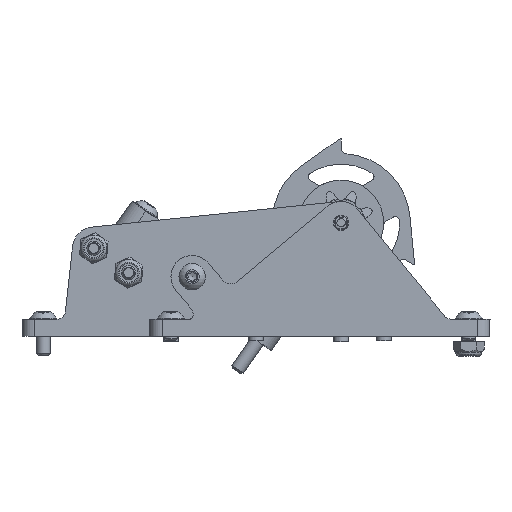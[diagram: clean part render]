
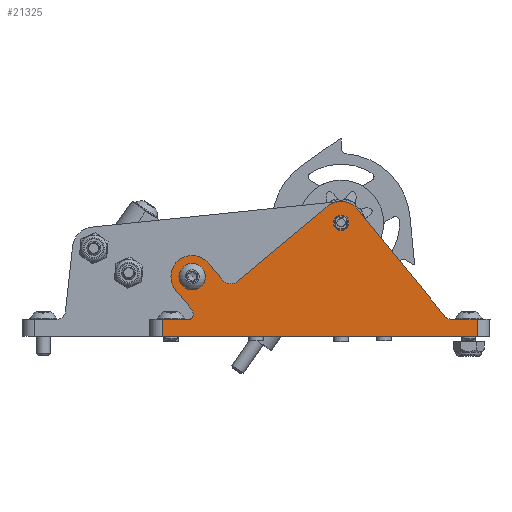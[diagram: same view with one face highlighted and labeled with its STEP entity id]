
A CAD part, front view. The second image highlights one B-rep face of the part: STEP entity #21325.
In plain terms, the highlighted planar face has unit normal (0, -1, 0).
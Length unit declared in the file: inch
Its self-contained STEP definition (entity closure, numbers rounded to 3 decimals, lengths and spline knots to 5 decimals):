
#1627=FACE_BOUND('',#4010,.T.);
#1628=FACE_BOUND('',#4011,.T.);
#1926=PLANE('',#23153);
#2667=FACE_OUTER_BOUND('',#4009,.T.);
#4009=EDGE_LOOP('',(#16681,#16682,#16683,#16684,#16685,#16686,#16687,#16688,
#16689,#16690,#16691,#16692,#16693,#16694,#16695,#16696));
#4010=EDGE_LOOP('',(#16697));
#4011=EDGE_LOOP('',(#16698));
#5513=LINE('',#35205,#6953);
#5514=LINE('',#35207,#6954);
#5515=LINE('',#35209,#6955);
#5516=LINE('',#35211,#6956);
#5517=LINE('',#35215,#6957);
#5518=LINE('',#35219,#6958);
#5519=LINE('',#35221,#6959);
#5520=LINE('',#35225,#6960);
#5521=LINE('',#35229,#6961);
#5522=LINE('',#35234,#6962);
#6953=VECTOR('',#27320,39.37008);
#6954=VECTOR('',#27321,39.37008);
#6955=VECTOR('',#27322,39.37008);
#6956=VECTOR('',#27323,39.37008);
#6957=VECTOR('',#27326,39.37008);
#6958=VECTOR('',#27329,39.37008);
#6959=VECTOR('',#27330,39.37008);
#6960=VECTOR('',#27333,39.37008);
#6961=VECTOR('',#27336,39.37008);
#6962=VECTOR('',#27341,39.37008);
#8220=CIRCLE('',#23154,0.1);
#8221=CIRCLE('',#23155,0.25);
#8222=CIRCLE('',#23156,0.125);
#8223=CIRCLE('',#23157,0.25);
#8224=CIRCLE('',#23158,0.125);
#8225=CIRCLE('',#23159,0.05);
#8226=CIRCLE('',#23160,0.091);
#8227=CIRCLE('',#23161,0.0915);
#9693=VERTEX_POINT('',#35203);
#9694=VERTEX_POINT('',#35204);
#9695=VERTEX_POINT('',#35206);
#9696=VERTEX_POINT('',#35208);
#9697=VERTEX_POINT('',#35210);
#9698=VERTEX_POINT('',#35212);
#9699=VERTEX_POINT('',#35214);
#9700=VERTEX_POINT('',#35216);
#9701=VERTEX_POINT('',#35218);
#9702=VERTEX_POINT('',#35220);
#9703=VERTEX_POINT('',#35222);
#9704=VERTEX_POINT('',#35224);
#9705=VERTEX_POINT('',#35226);
#9706=VERTEX_POINT('',#35228);
#9707=VERTEX_POINT('',#35230);
#9708=VERTEX_POINT('',#35232);
#9709=VERTEX_POINT('',#35235);
#9710=VERTEX_POINT('',#35237);
#12198=EDGE_CURVE('',#9693,#9694,#5513,.T.);
#12199=EDGE_CURVE('',#9695,#9694,#5514,.T.);
#12200=EDGE_CURVE('',#9695,#9696,#5515,.T.);
#12201=EDGE_CURVE('',#9697,#9696,#5516,.T.);
#12202=EDGE_CURVE('',#9697,#9698,#8220,.T.);
#12203=EDGE_CURVE('',#9699,#9698,#5517,.T.);
#12204=EDGE_CURVE('',#9700,#9699,#8221,.T.);
#12205=EDGE_CURVE('',#9701,#9700,#5518,.T.);
#12206=EDGE_CURVE('',#9702,#9701,#5519,.T.);
#12207=EDGE_CURVE('',#9703,#9702,#8222,.T.);
#12208=EDGE_CURVE('',#9704,#9703,#5520,.T.);
#12209=EDGE_CURVE('',#9705,#9704,#8223,.T.);
#12210=EDGE_CURVE('',#9706,#9705,#5521,.T.);
#12211=EDGE_CURVE('',#9707,#9706,#8224,.T.);
#12212=EDGE_CURVE('',#9707,#9708,#8225,.T.);
#12213=EDGE_CURVE('',#9693,#9708,#5522,.T.);
#12214=EDGE_CURVE('',#9709,#9709,#8226,.T.);
#12215=EDGE_CURVE('',#9710,#9710,#8227,.T.);
#16681=ORIENTED_EDGE('',*,*,#12198,.T.);
#16682=ORIENTED_EDGE('',*,*,#12199,.F.);
#16683=ORIENTED_EDGE('',*,*,#12200,.T.);
#16684=ORIENTED_EDGE('',*,*,#12201,.F.);
#16685=ORIENTED_EDGE('',*,*,#12202,.T.);
#16686=ORIENTED_EDGE('',*,*,#12203,.F.);
#16687=ORIENTED_EDGE('',*,*,#12204,.F.);
#16688=ORIENTED_EDGE('',*,*,#12205,.F.);
#16689=ORIENTED_EDGE('',*,*,#12206,.F.);
#16690=ORIENTED_EDGE('',*,*,#12207,.F.);
#16691=ORIENTED_EDGE('',*,*,#12208,.F.);
#16692=ORIENTED_EDGE('',*,*,#12209,.F.);
#16693=ORIENTED_EDGE('',*,*,#12210,.F.);
#16694=ORIENTED_EDGE('',*,*,#12211,.F.);
#16695=ORIENTED_EDGE('',*,*,#12212,.T.);
#16696=ORIENTED_EDGE('',*,*,#12213,.F.);
#16697=ORIENTED_EDGE('',*,*,#12214,.F.);
#16698=ORIENTED_EDGE('',*,*,#12215,.F.);
#21325=ADVANCED_FACE('',(#2667,#1627,#1628),#1926,.F.);
#23153=AXIS2_PLACEMENT_3D('',#35202,#27318,#27319);
#23154=AXIS2_PLACEMENT_3D('',#35213,#27324,#27325);
#23155=AXIS2_PLACEMENT_3D('',#35217,#27327,#27328);
#23156=AXIS2_PLACEMENT_3D('',#35223,#27331,#27332);
#23157=AXIS2_PLACEMENT_3D('',#35227,#27334,#27335);
#23158=AXIS2_PLACEMENT_3D('',#35231,#27337,#27338);
#23159=AXIS2_PLACEMENT_3D('',#35233,#27339,#27340);
#23160=AXIS2_PLACEMENT_3D('',#35236,#27342,#27343);
#23161=AXIS2_PLACEMENT_3D('',#35238,#27344,#27345);
#27318=DIRECTION('center_axis',(0.,1.,0.));
#27319=DIRECTION('ref_axis',(1.,0.,0.));
#27320=DIRECTION('',(0.,0.,-1.));
#27321=DIRECTION('',(-1.,0.,0.));
#27322=DIRECTION('',(0.,0.,1.));
#27323=DIRECTION('',(1.,0.,0.));
#27324=DIRECTION('center_axis',(0.,1.,0.));
#27325=DIRECTION('ref_axis',(-0.428,0.,-0.904));
#27326=DIRECTION('',(0.633,0.,-0.774));
#27327=DIRECTION('center_axis',(0.,1.,0.));
#27328=DIRECTION('ref_axis',(1.,0.,0.));
#27329=DIRECTION('',(1.,0.,0.));
#27330=DIRECTION('',(0.768,0.,0.64));
#27331=DIRECTION('center_axis',(0.,-1.,0.));
#27332=DIRECTION('ref_axis',(-0.768,0.,-0.64));
#27333=DIRECTION('',(0.64,0.,-0.768));
#27334=DIRECTION('center_axis',(0.,1.,0.));
#27335=DIRECTION('ref_axis',(-0.768,0.,-0.64));
#27336=DIRECTION('',(-0.64,0.,0.768));
#27337=DIRECTION('center_axis',(0.,-1.,0.));
#27338=DIRECTION('ref_axis',(0.912,0.,-0.41));
#27339=DIRECTION('center_axis',(0.,1.,0.));
#27340=DIRECTION('ref_axis',(0.701,0.,-0.713));
#27341=DIRECTION('',(1.,0.,0.));
#27342=DIRECTION('center_axis',(0.,-1.,0.));
#27343=DIRECTION('ref_axis',(1.,0.,0.));
#27344=DIRECTION('center_axis',(0.,-1.,0.));
#27345=DIRECTION('ref_axis',(-1.,0.,0.));
#35202=CARTESIAN_POINT('Origin',(2.,1.6811,0.792));
#35203=CARTESIAN_POINT('',(0.15,1.6811,0.2));
#35204=CARTESIAN_POINT('',(0.15,1.6811,0.));
#35205=CARTESIAN_POINT('',(0.15,1.6811,0.396));
#35206=CARTESIAN_POINT('',(3.85,1.6811,0.));
#35207=CARTESIAN_POINT('',(3.75,1.6811,0.));
#35208=CARTESIAN_POINT('',(3.85,1.6811,0.2));
#35209=CARTESIAN_POINT('',(3.85,1.6811,0.1));
#35210=CARTESIAN_POINT('',(3.54741,1.6811,0.2));
#35211=CARTESIAN_POINT('',(2.,1.6811,0.2));
#35212=CARTESIAN_POINT('',(3.46999,1.6811,0.23671));
#35213=CARTESIAN_POINT('Origin',(3.54741,1.6811,0.3));
#35214=CARTESIAN_POINT('',(2.44355,1.6811,1.49223));
#35215=CARTESIAN_POINT('',(2.44355,1.6811,1.49223));
#35216=CARTESIAN_POINT('',(2.07146,1.6811,1.509));
#35217=CARTESIAN_POINT('Origin',(2.25,1.6811,1.334));
#35218=CARTESIAN_POINT('',(2.0695,1.6811,1.509));
#35219=CARTESIAN_POINT('',(2.,1.6811,1.509));
#35220=CARTESIAN_POINT('',(1.03392,1.6811,0.6453));
#35221=CARTESIAN_POINT('',(0.5,1.6811,0.2));
#35222=CARTESIAN_POINT('',(0.85787,1.6811,0.66124));
#35223=CARTESIAN_POINT('Origin',(0.95386,1.6811,0.7413));
#35224=CARTESIAN_POINT('',(0.69199,1.6811,0.86012));
#35225=CARTESIAN_POINT('',(0.69199,1.6811,0.86012));
#35226=CARTESIAN_POINT('',(0.30801,1.6811,0.53988));
#35227=CARTESIAN_POINT('Origin',(0.5,1.6811,0.7));
#35228=CARTESIAN_POINT('',(0.48197,1.6811,0.33129));
#35229=CARTESIAN_POINT('',(0.48197,1.6811,0.33129));
#35230=CARTESIAN_POINT('',(0.51096,1.6811,0.24918));
#35231=CARTESIAN_POINT('Origin',(0.38598,1.6811,0.25123));
#35232=CARTESIAN_POINT('',(0.46097,1.6811,0.2));
#35233=CARTESIAN_POINT('Origin',(0.46097,1.6811,0.25));
#35234=CARTESIAN_POINT('',(2.,1.6811,0.2));
#35235=CARTESIAN_POINT('',(2.159,1.6811,1.334));
#35236=CARTESIAN_POINT('Origin',(2.25,1.6811,1.334));
#35237=CARTESIAN_POINT('',(0.5915,1.6811,0.7));
#35238=CARTESIAN_POINT('Origin',(0.5,1.6811,0.7));
